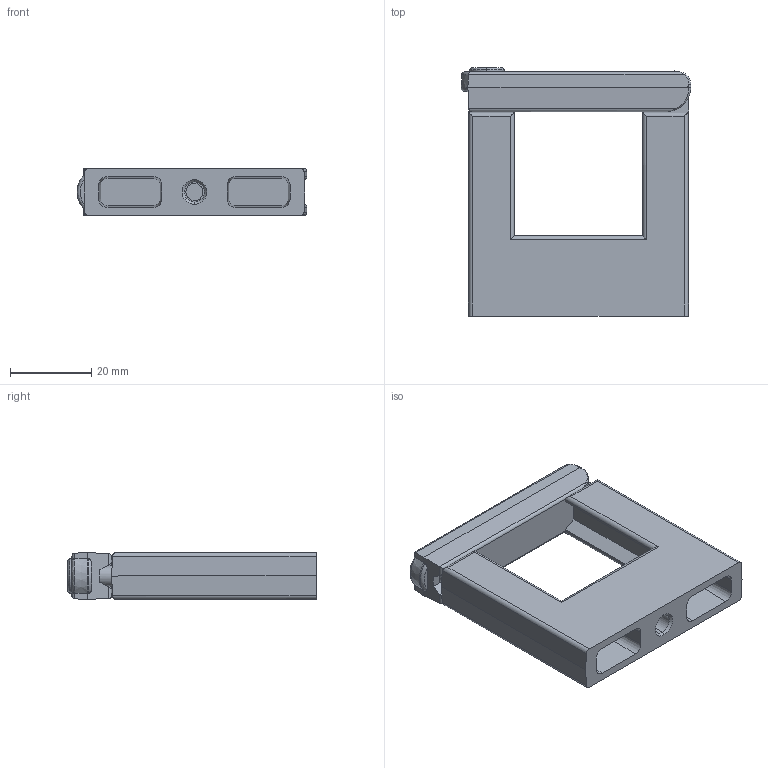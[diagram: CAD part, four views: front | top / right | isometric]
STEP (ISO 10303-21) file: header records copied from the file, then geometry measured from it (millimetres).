
FILE_DESCRIPTION (( 'STEP AP203' ), '1' );
FILE_NAME ('840014-51KIT.step', '2021-09-07T17:37:01', ( '' ), ( '' ), 'SwSTEP 2.0', 'SolidWorks 2021', '' );
FILE_SCHEMA (( 'CONFIG_CONTROL_DESIGN' ));
Length unit declared in the file: inch
Products named in the file (1): 840014-51KIT
Bounding box: 56.41 x 61 x 11.5 mm (x, y, z)
Volume: 21243.9 mm3; surface area: 10850 mm2
Topology: 1 solids, 1 shells, 171 faces, 446 edges, 279 vertices
Faces by surface type: plane 93, cylinder 46, cone 18, bspline 14
Entity records: 5658 total; most frequent: CARTESIAN_POINT 1576, ORIENTED_EDGE 892, DIRECTION 768, EDGE_CURVE 446, VECTOR 284, LINE 284, VERTEX_POINT 279, AXIS2_PLACEMENT_3D 242
